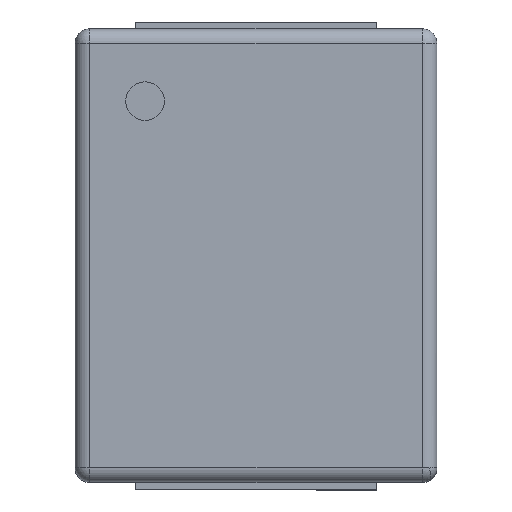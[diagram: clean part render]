
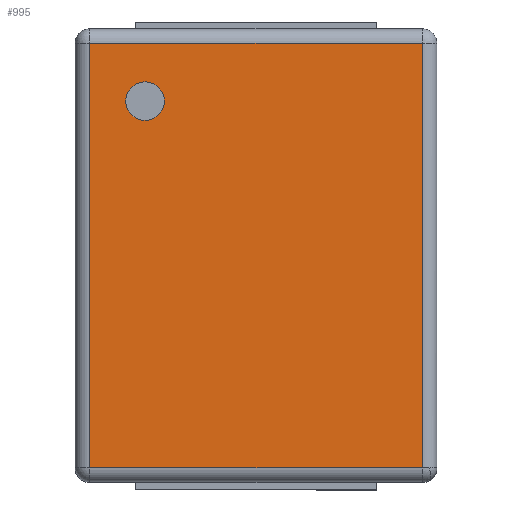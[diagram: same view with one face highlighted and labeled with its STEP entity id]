
A CAD part, top view. The second image highlights one B-rep face of the part: STEP entity #995.
In plain terms, the highlighted planar face has unit normal (0, 0, 1).
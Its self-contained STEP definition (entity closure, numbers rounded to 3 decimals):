
#577=CARTESIAN_POINT('',(-2.3,2.8,5.95));
#578=VERTEX_POINT('',#577);
#594=CARTESIAN_POINT('',(-2.3,3.6,5.95));
#595=VERTEX_POINT('',#594);
#602=CARTESIAN_POINT('',(-2.3,3.2,5.95));
#603=DIRECTION('',(0.0,0.0,-1.0));
#604=DIRECTION('',(0.0,-1.0,0.0));
#605=AXIS2_PLACEMENT_3D('',#602,#603,#604);
#606=CIRCLE('',#605,0.4);
#607=EDGE_CURVE('',#578,#595,#606,.T.);
#618=CARTESIAN_POINT('',(-2.3,3.2,5.95));
#619=DIRECTION('',(0.0,0.0,-1.0));
#620=DIRECTION('',(0.0,-1.0,0.0));
#621=AXIS2_PLACEMENT_3D('',#618,#619,#620);
#622=CIRCLE('',#621,0.4);
#623=EDGE_CURVE('',#595,#578,#622,.T.);
#653=CARTESIAN_POINT('',(3.45,-4.4,5.95));
#654=VERTEX_POINT('',#653);
#662=CARTESIAN_POINT('',(-3.45,-4.4,5.95));
#663=VERTEX_POINT('',#662);
#664=CARTESIAN_POINT('',(3.45,-4.4,5.95));
#665=DIRECTION('',(-1.0,0.0,0.0));
#666=VECTOR('',#665,6.9);
#667=LINE('',#664,#666);
#668=EDGE_CURVE('',#654,#663,#667,.T.);
#702=CARTESIAN_POINT('',(-3.45,4.4,5.95));
#703=VERTEX_POINT('',#702);
#704=CARTESIAN_POINT('',(-3.45,-4.4,5.95));
#705=DIRECTION('',(0.0,1.0,0.0));
#706=VECTOR('',#705,8.8);
#707=LINE('',#704,#706);
#708=EDGE_CURVE('',#663,#703,#707,.T.);
#742=CARTESIAN_POINT('',(3.45,4.4,5.95));
#743=VERTEX_POINT('',#742);
#744=CARTESIAN_POINT('',(-3.45,4.4,5.95));
#745=DIRECTION('',(1.0,0.0,0.0));
#746=VECTOR('',#745,6.9);
#747=LINE('',#744,#746);
#748=EDGE_CURVE('',#703,#743,#747,.T.);
#799=CARTESIAN_POINT('',(3.45,4.4,5.95));
#800=DIRECTION('',(0.0,-1.0,0.0));
#801=VECTOR('',#800,8.8);
#802=LINE('',#799,#801);
#803=EDGE_CURVE('',#743,#654,#802,.T.);
#980=CARTESIAN_POINT('',(0.,0.,5.95));
#981=DIRECTION('',(0.0,0.0,1.0));
#982=DIRECTION('',(0.0,-1.0,0.0));
#983=AXIS2_PLACEMENT_3D('',#980,#981,#982);
#984=PLANE('',#983);
#985=ORIENTED_EDGE('',*,*,#668,.F.);
#986=ORIENTED_EDGE('',*,*,#803,.F.);
#987=ORIENTED_EDGE('',*,*,#748,.F.);
#988=ORIENTED_EDGE('',*,*,#708,.F.);
#989=EDGE_LOOP('',(#985,#986,#987,#988));
#990=FACE_OUTER_BOUND('',#989,.T.);
#991=ORIENTED_EDGE('',*,*,#607,.T.);
#992=ORIENTED_EDGE('',*,*,#623,.T.);
#993=EDGE_LOOP('',(#991,#992));
#994=FACE_BOUND('',#993,.T.);
#995=ADVANCED_FACE('',(#990,#994),#984,.T.);
